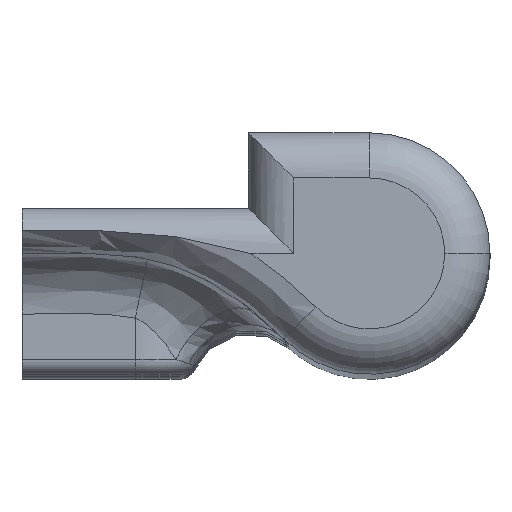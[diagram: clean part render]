
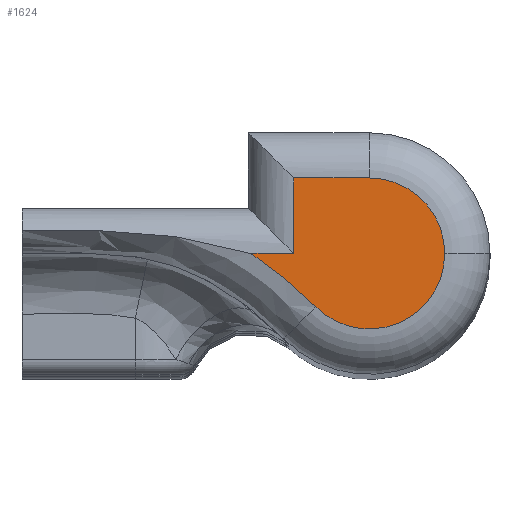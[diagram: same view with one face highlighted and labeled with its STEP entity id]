
A CAD part, top view. The second image highlights one B-rep face of the part: STEP entity #1624.
In plain terms, the highlighted planar face has unit normal (0, 0, 1).
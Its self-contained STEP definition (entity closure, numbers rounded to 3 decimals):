
#36 = CARTESIAN_POINT ( 'NONE',  ( -5., 5., 200. ) ) ;
#146 = LINE ( 'NONE', #1025, #924 ) ;
#217 = CARTESIAN_POINT ( 'NONE',  ( 0., 0., 200. ) ) ;
#254 = DIRECTION ( 'NONE',  ( 0., 0., 1. ) ) ;
#341 = CARTESIAN_POINT ( 'NONE',  ( 5., 0., 200. ) ) ;
#414 = CARTESIAN_POINT ( 'NONE',  ( -3.536, -3.536, 200. ) ) ;
#462 = CARTESIAN_POINT ( 'NONE',  ( 0., 0., 200. ) ) ;
#487 = LINE ( 'NONE', #3344, #854 ) ;
#606 = VERTEX_POINT ( 'NONE', #341 ) ;
#644 = CIRCLE ( 'NONE', #685, 5. ) ;
#649 = VERTEX_POINT ( 'NONE', #2924 ) ;
#685 = AXIS2_PLACEMENT_3D ( 'NONE', #1966, #2954, #3229 ) ;
#707 = PLANE ( 'NONE',  #3069 ) ;
#759 = EDGE_CURVE ( 'NONE', #606, #3015, #1761, .T. ) ;
#792 = AXIS2_PLACEMENT_3D ( 'NONE', #217, #254, #1755 ) ;
#854 = VECTOR ( 'NONE', #2266, 1000. ) ;
#924 = VECTOR ( 'NONE', #3100, 1000. ) ;
#1017 = EDGE_CURVE ( 'NONE', #649, #2546, #1814, .T. ) ;
#1025 = CARTESIAN_POINT ( 'NONE',  ( -8., 5., 200. ) ) ;
#1255 = CARTESIAN_POINT ( 'NONE',  ( -6.281, -1.005, 200. ) ) ;
#1316 = ORIENTED_EDGE ( 'NONE', *, *, #1017, .T. ) ;
#1511 = CARTESIAN_POINT ( 'NONE',  ( -7.84, 0., 200. ) ) ;
#1619 = ORIENTED_EDGE ( 'NONE', *, *, #1758, .T. ) ;
#1624 = ADVANCED_FACE ( 'NONE', ( #2273 ), #707, .T. ) ;
#1627 = VECTOR ( 'NONE', #3190, 1000. ) ;
#1755 = DIRECTION ( 'NONE',  ( 1., 0., 0. ) ) ;
#1758 = EDGE_CURVE ( 'NONE', #2208, #649, #2394, .T. ) ;
#1761 = CIRCLE ( 'NONE', #792, 5. ) ;
#1769 = DIRECTION ( 'NONE',  ( 1., 0., 0. ) ) ;
#1814 = B_SPLINE_CURVE_WITH_KNOTS ( 'NONE', 3,
 ( #1511, #1255, #1978, #3281 ),
 .UNSPECIFIED., .F., .F.,
 ( 4, 4 ),
 ( 0.013, 0.018 ),
 .UNSPECIFIED. ) ;
#1827 = CARTESIAN_POINT ( 'NONE',  ( -5., 0., 200. ) ) ;
#1951 = CARTESIAN_POINT ( 'NONE',  ( -23., 0., 200. ) ) ;
#1966 = CARTESIAN_POINT ( 'NONE',  ( 0., 0., 200. ) ) ;
#1978 = CARTESIAN_POINT ( 'NONE',  ( -4.863, -2.208, 200. ) ) ;
#2208 = VERTEX_POINT ( 'NONE', #1827 ) ;
#2266 = DIRECTION ( 'NONE',  ( 0., -1., 0. ) ) ;
#2273 = FACE_OUTER_BOUND ( 'NONE', #3242, .T. ) ;
#2394 = LINE ( 'NONE', #1951, #1627 ) ;
#2443 = ORIENTED_EDGE ( 'NONE', *, *, #3028, .T. ) ;
#2522 = EDGE_CURVE ( 'NONE', #2546, #606, #644, .T. ) ;
#2546 = VERTEX_POINT ( 'NONE', #414 ) ;
#2577 = ORIENTED_EDGE ( 'NONE', *, *, #2758, .T. ) ;
#2758 = EDGE_CURVE ( 'NONE', #3015, #2768, #146, .T. ) ;
#2768 = VERTEX_POINT ( 'NONE', #36 ) ;
#2790 = ORIENTED_EDGE ( 'NONE', *, *, #2522, .T. ) ;
#2924 = CARTESIAN_POINT ( 'NONE',  ( -7.84, 0., 200. ) ) ;
#2954 = DIRECTION ( 'NONE',  ( 0., 0., 1. ) ) ;
#3015 = VERTEX_POINT ( 'NONE', #3036 ) ;
#3028 = EDGE_CURVE ( 'NONE', #2768, #2208, #487, .T. ) ;
#3036 = CARTESIAN_POINT ( 'NONE',  ( 0., 5., 200. ) ) ;
#3044 = DIRECTION ( 'NONE',  ( 0., 0., 1. ) ) ;
#3069 = AXIS2_PLACEMENT_3D ( 'NONE', #462, #3044, #1769 ) ;
#3098 = ORIENTED_EDGE ( 'NONE', *, *, #759, .T. ) ;
#3100 = DIRECTION ( 'NONE',  ( -1., 0., 0. ) ) ;
#3190 = DIRECTION ( 'NONE',  ( -1., 0., 0. ) ) ;
#3229 = DIRECTION ( 'NONE',  ( 1., 0., 0. ) ) ;
#3242 = EDGE_LOOP ( 'NONE', ( #1619, #1316, #2790, #3098, #2577, #2443 ) ) ;
#3281 = CARTESIAN_POINT ( 'NONE',  ( -3.536, -3.536, 200. ) ) ;
#3344 = CARTESIAN_POINT ( 'NONE',  ( -5., 3., 200. ) ) ;
